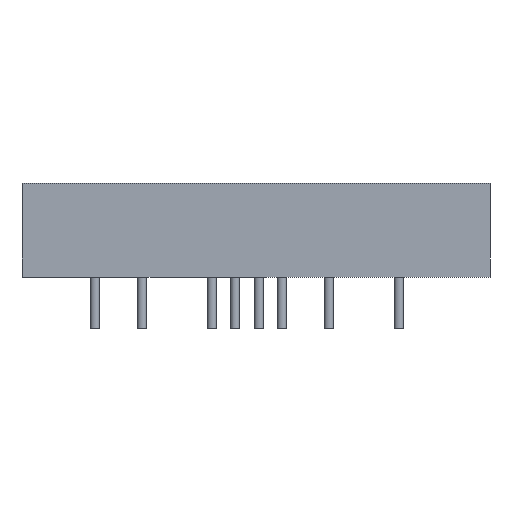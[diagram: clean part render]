
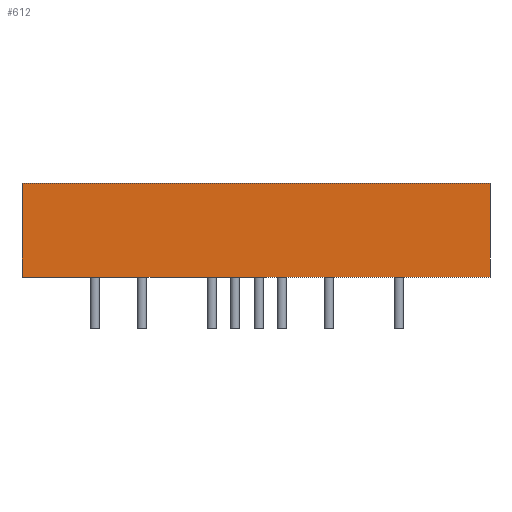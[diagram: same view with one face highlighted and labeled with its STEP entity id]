
A CAD part, left-side view. The second image highlights one B-rep face of the part: STEP entity #612.
In plain terms, the highlighted planar face has unit normal (-1, 0, 0).
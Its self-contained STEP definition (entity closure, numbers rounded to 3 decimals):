
#612 = ADVANCED_FACE( '', ( #1360 ), #1361, .F. );
#1360 = FACE_OUTER_BOUND( '', #2280, .T. );
#1361 = PLANE( '', #2281 );
#2280 = EDGE_LOOP( '', ( #4322, #4323, #4324, #4325 ) );
#2281 = AXIS2_PLACEMENT_3D( '', #4326, #4327, #4328 );
#4322 = ORIENTED_EDGE( '', *, *, #6255, .T. );
#4323 = ORIENTED_EDGE( '', *, *, #6308, .F. );
#4324 = ORIENTED_EDGE( '', *, *, #6596, .F. );
#4325 = ORIENTED_EDGE( '', *, *, #6597, .T. );
#4326 = CARTESIAN_POINT( '', ( -25.4, 25.4, 5.1 ) );
#4327 = DIRECTION( '', ( 1., 0., 0. ) );
#4328 = DIRECTION( '', ( 0., 0., -1. ) );
#6255 = EDGE_CURVE( '', #7442, #7443, #7444, .T. );
#6308 = EDGE_CURVE( '', #7520, #7443, #7522, .T. );
#6596 = EDGE_CURVE( '', #7948, #7520, #7949, .T. );
#6597 = EDGE_CURVE( '', #7948, #7442, #7950, .T. );
#7442 = VERTEX_POINT( '', #9758 );
#7443 = VERTEX_POINT( '', #9759 );
#7444 = LINE( '', #9760, #9761 );
#7520 = VERTEX_POINT( '', #10015 );
#7522 = LINE( '', #10018, #10019 );
#7948 = VERTEX_POINT( '', #11115 );
#7949 = LINE( '', #11116, #11117 );
#7950 = LINE( '', #11118, #11119 );
#9758 = CARTESIAN_POINT( '', ( -25.4, 25.4, -5.1 ) );
#9759 = CARTESIAN_POINT( '', ( -25.4, -25.4, -5.1 ) );
#9760 = CARTESIAN_POINT( '', ( -25.4, 25.4, -5.1 ) );
#9761 = VECTOR( '', #12521, 1000. );
#10015 = CARTESIAN_POINT( '', ( -25.4, -25.4, 5.1 ) );
#10018 = CARTESIAN_POINT( '', ( -25.4, -25.4, 5.1 ) );
#10019 = VECTOR( '', #12538, 1000. );
#11115 = CARTESIAN_POINT( '', ( -25.4, 25.4, 5.1 ) );
#11116 = CARTESIAN_POINT( '', ( -25.4, 25.4, 5.1 ) );
#11117 = VECTOR( '', #12619, 1000. );
#11118 = CARTESIAN_POINT( '', ( -25.4, 25.4, 5.1 ) );
#11119 = VECTOR( '', #12620, 1000. );
#12521 = DIRECTION( '', ( 0., -1., 0. ) );
#12538 = DIRECTION( '', ( 0., 0., -1. ) );
#12619 = DIRECTION( '', ( 0., -1., 0. ) );
#12620 = DIRECTION( '', ( 0., 0., -1. ) );
